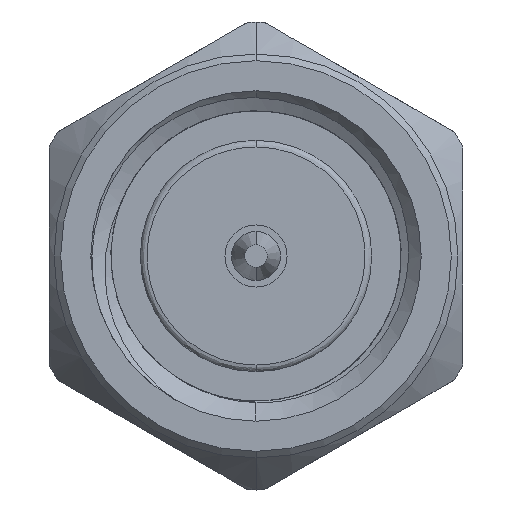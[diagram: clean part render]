
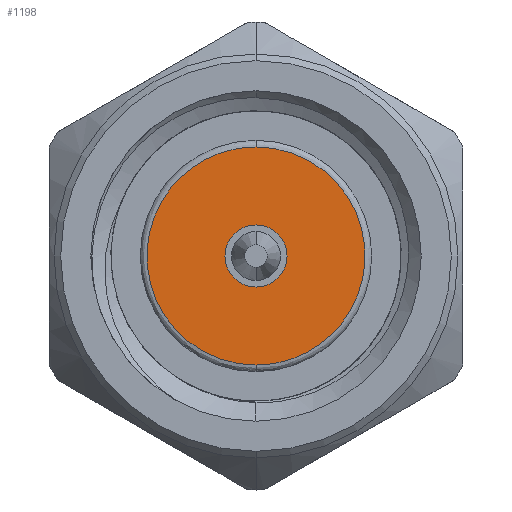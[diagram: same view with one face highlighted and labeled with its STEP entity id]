
A CAD part, left-side view. The second image highlights one B-rep face of the part: STEP entity #1198.
In plain terms, the highlighted planar face has unit normal (-1, 0, 0).
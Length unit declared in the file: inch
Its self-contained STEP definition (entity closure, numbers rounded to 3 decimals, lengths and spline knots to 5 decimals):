
#200 = AXIS2_PLACEMENT_3D ( 'NONE', #2494, #1265, #3390 ) ;
#225 = FACE_BOUND ( 'NONE', #3541, .T. ) ;
#244 = FACE_OUTER_BOUND ( 'NONE', #1405, .T. ) ;
#287 = VERTEX_POINT ( 'NONE', #2994 ) ;
#520 = DIRECTION ( 'NONE',  ( 0., 1., 0. ) ) ;
#546 = CARTESIAN_POINT ( 'NONE',  ( 0.11, 0., -0.0825 ) ) ;
#649 = EDGE_CURVE ( 'NONE', #2171, #287, #1374, .T. ) ;
#676 = CIRCLE ( 'NONE', #987, 0.0235 ) ;
#718 = ORIENTED_EDGE ( 'NONE', *, *, #1504, .F. ) ;
#875 = DIRECTION ( 'NONE',  ( 0., 0., -1. ) ) ;
#963 = ORIENTED_EDGE ( 'NONE', *, *, #649, .F. ) ;
#987 = AXIS2_PLACEMENT_3D ( 'NONE', #1473, #1818, #875 ) ;
#1080 = PLANE ( 'NONE',  #1911 ) ;
#1154 =( BOUNDED_CURVE ( )  B_SPLINE_CURVE ( 3, ( #546, #2008, #1379, #2586 ),
 .UNSPECIFIED., .F., .F. ) 
 B_SPLINE_CURVE_WITH_KNOTS ( ( 4, 4 ),
 ( 0., 1. ),
 .UNSPECIFIED. ) 
 CURVE ( )  GEOMETRIC_REPRESENTATION_ITEM ( )  RATIONAL_B_SPLINE_CURVE ( ( 1., 0.333, 0.333, 1. ) ) 
 REPRESENTATION_ITEM ( '' )  );
#1178 = ORIENTED_EDGE ( 'NONE', *, *, #3752, .F. ) ;
#1198 = ADVANCED_FACE ( 'NONE', ( #225, #244 ), #1080, .F. ) ;
#1265 = DIRECTION ( 'NONE',  ( -1., 0., 0. ) ) ;
#1364 = CARTESIAN_POINT ( 'NONE',  ( 0.11, 0., -0.0825 ) ) ;
#1374 = CIRCLE ( 'NONE', #200, 0.0235 ) ;
#1379 = CARTESIAN_POINT ( 'NONE',  ( 0.11, 0.165, 0.0825 ) ) ;
#1394 = ORIENTED_EDGE ( 'NONE', *, *, #3449, .F. ) ;
#1405 = EDGE_LOOP ( 'NONE', ( #1394, #1178 ) ) ;
#1473 = CARTESIAN_POINT ( 'NONE',  ( 0.11, 0., 0. ) ) ;
#1504 = EDGE_CURVE ( 'NONE', #287, #2171, #676, .T. ) ;
#1528 = VERTEX_POINT ( 'NONE', #1853 ) ;
#1612 = CARTESIAN_POINT ( 'NONE',  ( 0.11, -0.165, -0.0825 ) ) ;
#1818 = DIRECTION ( 'NONE',  ( -1., 0., 0. ) ) ;
#1853 = CARTESIAN_POINT ( 'NONE',  ( 0.11, 0., -0.0825 ) ) ;
#1901 = CARTESIAN_POINT ( 'NONE',  ( 0.11, -0.165, 0.0825 ) ) ;
#1911 = AXIS2_PLACEMENT_3D ( 'NONE', #2576, #2540, #520 ) ;
#2008 = CARTESIAN_POINT ( 'NONE',  ( 0.11, 0.165, -0.0825 ) ) ;
#2171 = VERTEX_POINT ( 'NONE', #3519 ) ;
#2494 = CARTESIAN_POINT ( 'NONE',  ( 0.11, 0., 0. ) ) ;
#2540 = DIRECTION ( 'NONE',  ( 1., 0., 0. ) ) ;
#2576 = CARTESIAN_POINT ( 'NONE',  ( 0.11, 0., 0. ) ) ;
#2586 = CARTESIAN_POINT ( 'NONE',  ( 0.11, 0., 0.0825 ) ) ;
#2994 = CARTESIAN_POINT ( 'NONE',  ( 0.11, 0., 0.0235 ) ) ;
#3390 = DIRECTION ( 'NONE',  ( 0., 0., -1. ) ) ;
#3421 =( BOUNDED_CURVE ( )  B_SPLINE_CURVE ( 3, ( #3718, #1901, #1612, #1364 ),
 .UNSPECIFIED., .F., .F. ) 
 B_SPLINE_CURVE_WITH_KNOTS ( ( 4, 4 ),
 ( 0., 1. ),
 .UNSPECIFIED. ) 
 CURVE ( )  GEOMETRIC_REPRESENTATION_ITEM ( )  RATIONAL_B_SPLINE_CURVE ( ( 1., 0.333, 0.333, 1. ) ) 
 REPRESENTATION_ITEM ( '' )  );
#3424 = CARTESIAN_POINT ( 'NONE',  ( 0.11, 0., 0.0825 ) ) ;
#3449 = EDGE_CURVE ( 'NONE', #1528, #3617, #1154, .T. ) ;
#3519 = CARTESIAN_POINT ( 'NONE',  ( 0.11, 0., -0.0235 ) ) ;
#3541 = EDGE_LOOP ( 'NONE', ( #963, #718 ) ) ;
#3617 = VERTEX_POINT ( 'NONE', #3424 ) ;
#3718 = CARTESIAN_POINT ( 'NONE',  ( 0.11, 0., 0.0825 ) ) ;
#3752 = EDGE_CURVE ( 'NONE', #3617, #1528, #3421, .T. ) ;
